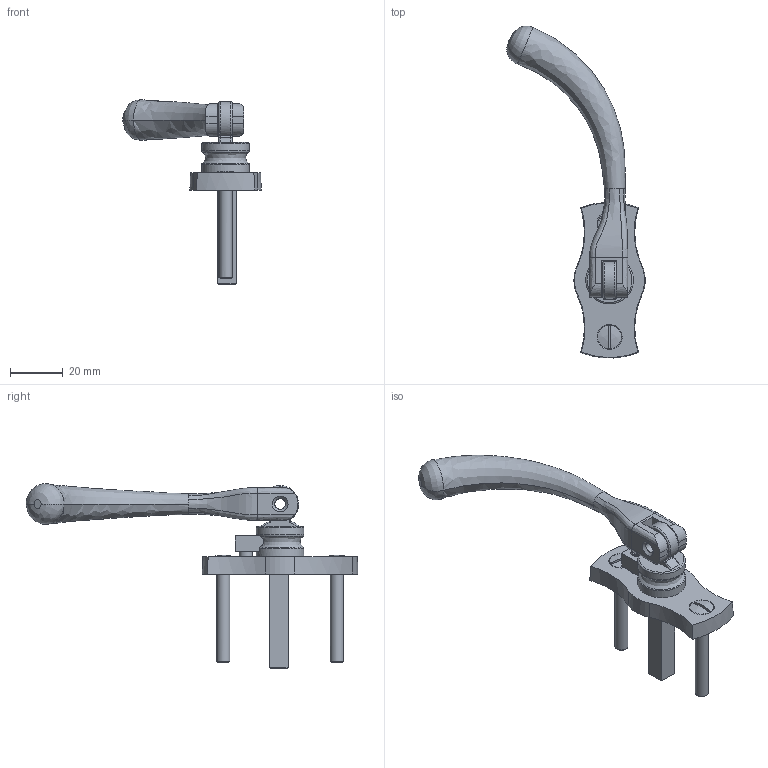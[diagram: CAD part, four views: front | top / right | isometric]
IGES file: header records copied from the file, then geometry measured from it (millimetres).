
Global section: file name: P4611-R; native system: Autodesk Inventor 2018; preprocessor: unknown; author: ashami; date: 20180716.104930; units: millimetre
Bounding box: 52.43 x 125.65 x 69.9 mm (x, y, z)
Volume: 24974.5 mm3; surface area: 15368 mm2
Topology: 10 solids, 10 shells, 200 faces, 511 edges, 335 vertices
Faces by surface type: bspline 200
